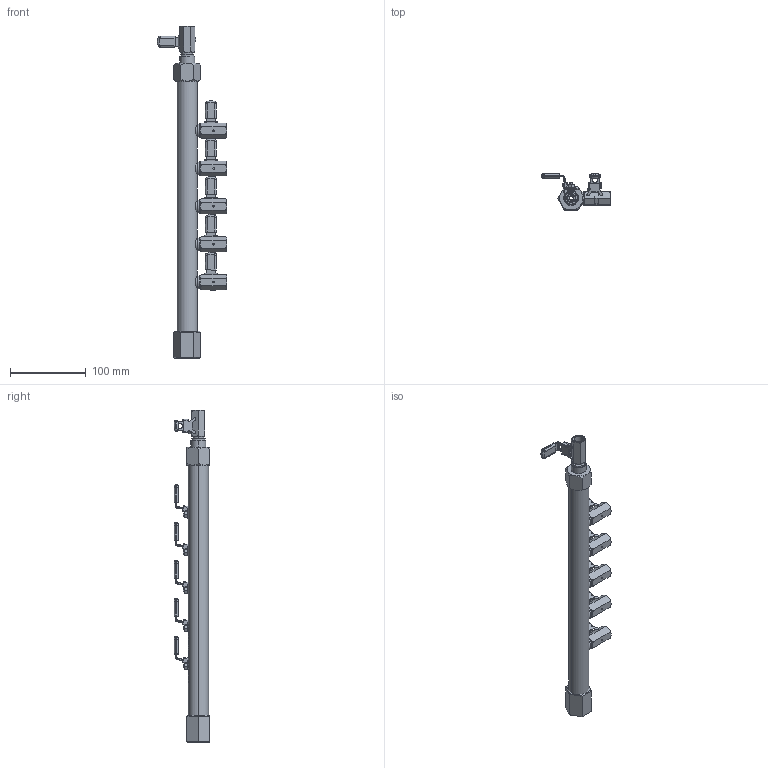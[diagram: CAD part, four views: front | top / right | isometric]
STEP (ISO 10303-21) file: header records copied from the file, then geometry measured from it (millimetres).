
FILE_DESCRIPTION (( 'STEP AP214' ), '1' );
FILE_NAME ('AH34RP5L-14RVSR Series 5 Way RH Single Sided Air Manifold.STEP', '2024-10-28T19:35:27', ( '' ), ( '' ), 'SwSTEP 2.0', 'SolidWorks 2022', '' );
FILE_SCHEMA (( 'AUTOMOTIVE_DESIGN' ));
Length unit declared in the file: millimetre
Products named in the file (19): m5 Nut; D1T-HL Valve Body; STEM; F-CAP; Lever; White letter colouring block; AH34RP5L-14RVSR Series 5 Way RH Single Sided Air Manifold; BACK_P; 3-4 BSPT Coupler; D1T-HL red sleeve_D1T-HL Closed; D1T-HL Valve Body_Venting; 5mm SS Washer; Manifold Adaptor; AH34RP5L-14RVSR 5-Way Manifold; SLIDE_LOCK; D1T-HL Handle Cover; 5mm SS Lock Washer; 5mm Nylon Washer; D1T-HL red sleeve_Venting Iso
Assembly tree (35 placements, depth 3):
  AH34RP5L-14RVSR Series 5 Way RH Single Sided Air Manifold
    AH34RP5L-14RVSR 5-Way Manifold
    Manifold Adaptor
    D1T-HL red sleeve_D1T-HL Closed
      D1T-HL Valve Body
      STEM
      BACK_P
      F-CAP
      SLIDE_LOCK
      Lever
      5mm Nylon Washer
      5mm SS Washer  x2
      5mm SS Lock Washer
      m5 Nut
      D1T-HL Handle Cover
      White letter colouring block
    D1T-HL red sleeve_Venting Iso  x5
      D1T-HL Valve Body_Venting
      STEM
      BACK_P
      F-CAP
      SLIDE_LOCK
      Lever
      5mm Nylon Washer
      5mm SS Washer
      5mm SS Lock Washer
      m5 Nut
      D1T-HL Handle Cover
      White letter colouring block
    3-4 BSPT Coupler
Bounding box: 91.8 x 47.35 x 438 mm (x, y, z)
Volume: 185882.6 mm3; surface area: 137986.2 mm2
Topology: 99 solids, 99 shells, 3457 faces, 8787 edges, 5644 vertices
Faces by surface type: plane 1580, cylinder 880, bspline 579, torus 312, cone 106
Entity records: 45496 total; most frequent: CARTESIAN_POINT 20755, ORIENTED_EDGE 4652, DIRECTION 3792, EDGE_CURVE 2326, VERTEX_POINT 1494, AXIS2_PLACEMENT_3D 1302, LINE 1188, VECTOR 1188
